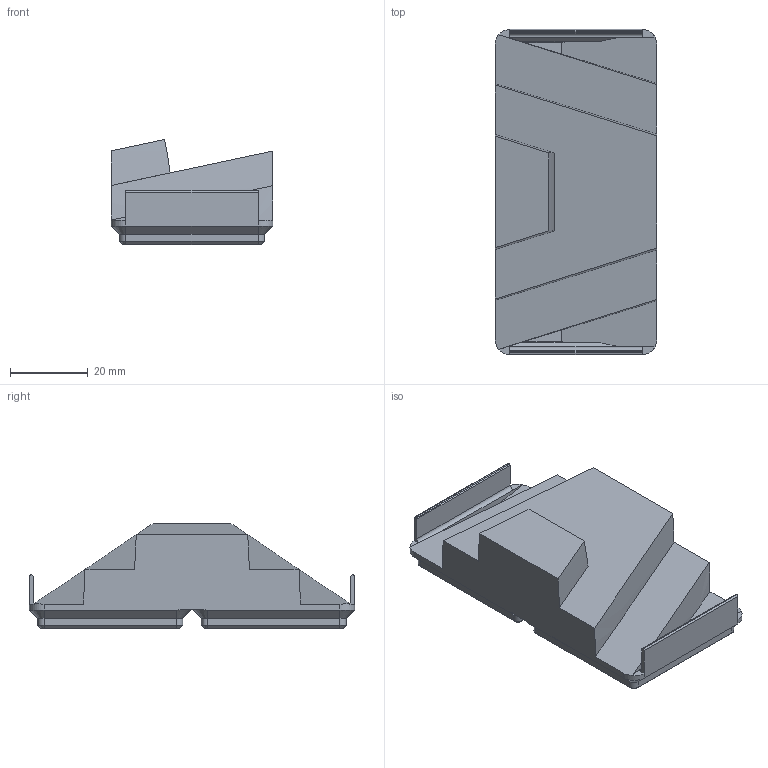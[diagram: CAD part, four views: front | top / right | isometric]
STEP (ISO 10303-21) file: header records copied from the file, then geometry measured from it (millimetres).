
FILE_DESCRIPTION(/* description */ ('STEP AP242','CAx-IF Rec.Pracs.---Representation and Presentation of Product Manufacturing Information (PMI)---4.0---2014-10-13','CAx-IF Rec.Pracs.---3D Tessellated Geometry---0.4---2014-09-14','2;1'),/* implementation_level */ '2;1');
FILE_NAME(/* name */ '64c196491eba220bcaa396fc',/* time_stamp */ '2023-07-26T21:55:21Z',/* author */ (''),/* organization */ (''),/* preprocessor_version */ 'ST-DEVELOPER v19.4',/* originating_system */ ' ',/* authorisation */ ' ');
FILE_SCHEMA (('AP242_MANAGED_MODEL_BASED_3D_ENGINEERING_MIM_LF { 1 0 10303 442 1 1 4 }'));
Length unit declared in the file: metre
Products named in the file (1): Box
Bounding box: 41.5 x 83.5 x 26.99 mm (x, y, z)
Volume: 48129.6 mm3; surface area: 13387.8 mm2
Topology: 1 solids, 1 shells, 171 faces, 419 edges, 258 vertices
Faces by surface type: plane 114, cylinder 33, cone 24
Full cylindrical faces by diameter (mm): 3 x6, 6.4 x8
Entity records: 4817 total; most frequent: CARTESIAN_POINT 901, DIRECTION 821, ORIENTED_EDGE 782, EDGE_CURVE 391, AXIS2_PLACEMENT_3D 288, LINE 245, VECTOR 245, VERTEX_POINT 244
